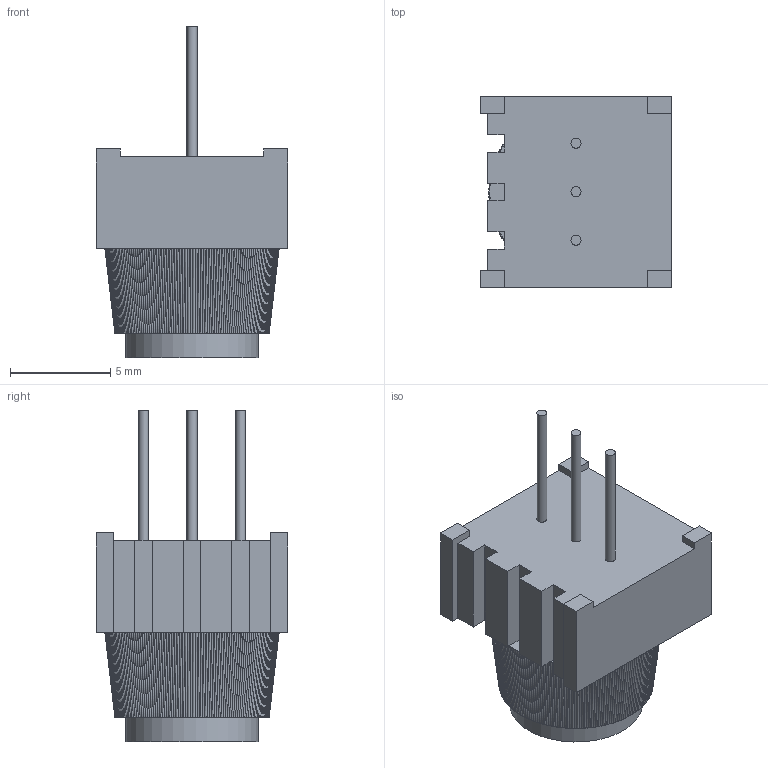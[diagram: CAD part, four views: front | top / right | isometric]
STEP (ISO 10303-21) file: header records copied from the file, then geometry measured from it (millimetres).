
FILE_DESCRIPTION(/* description */ (''),/* implementation_level */ '2;1');
FILE_NAME(/* name */ 'Potenciometro10K.stp',/* time_stamp */ '2022-09-18T00:52:36-03:00',/* author */ ('JK'),/* organization */ (''),/* preprocessor_version */ 'ST-DEVELOPER v18.1',/* originating_system */ 'Autodesk Inventor 2022',/* authorisation */ '');
FILE_SCHEMA (('AUTOMOTIVE_DESIGN { 1 0 10303 214 3 1 1 }'));
Length unit declared in the file: millimetre
Products named in the file (3): Potenciometro10K; BasePotenciometro; PerillaPotenciometro
Assembly tree (2 placements, depth 2):
  Potenciometro10K
    BasePotenciometro
    PerillaPotenciometro
Bounding box: 9.56 x 9.56 x 16.56 mm (x, y, z)
Volume: 653.5 mm3; surface area: 732.6 mm2
Topology: 2 solids, 2 shells, 456 faces, 1332 edges, 888 vertices
Faces by surface type: bspline 200, cone 200, plane 49, cylinder 7
Full cylindrical faces by diameter (mm): 0.5 x3, 1 x2, 6.12 x1, 6.64 x1
Entity records: 18367 total; most frequent: CARTESIAN_POINT 6481, ORIENTED_EDGE 2664, DIRECTION 2268, EDGE_CURVE 1332, AXIS2_PLACEMENT_3D 1075, VERTEX_POINT 888, CIRCLE 814, EDGE_LOOP 464
